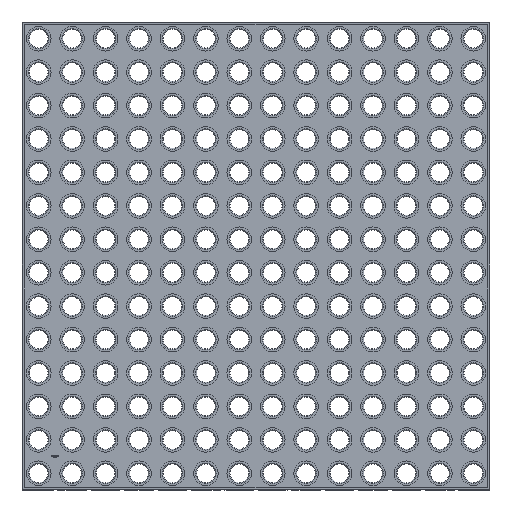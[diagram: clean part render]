
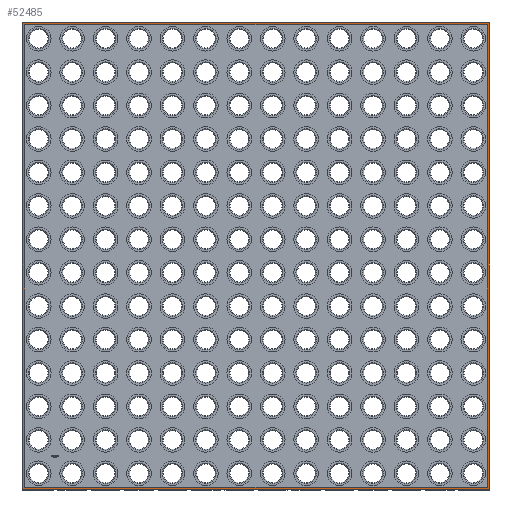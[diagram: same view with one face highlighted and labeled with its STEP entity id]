
A CAD part, top view. The second image highlights one B-rep face of the part: STEP entity #52485.
In plain terms, the highlighted planar face has unit normal (0, 0, 1).
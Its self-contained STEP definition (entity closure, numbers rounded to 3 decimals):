
#100 = PLANE('',#101);
#101 = AXIS2_PLACEMENT_3D('',#102,#103,#104);
#102 = CARTESIAN_POINT('',(-6.25,168.6,2.975));
#103 = DIRECTION('',(0.,0.707,0.707));
#104 = DIRECTION('',(-1.,0.,0.));
#9393 = PLANE('',#9394);
#9394 = AXIS2_PLACEMENT_3D('',#9395,#9396,#9397);
#9395 = CARTESIAN_POINT('',(168.6,168.75,2.975));
#9396 = DIRECTION('',(0.707,0.,0.707)
  );
#9397 = DIRECTION('',(0.,1.,0.));
#10891 = VERTEX_POINT('',#10892);
#10892 = CARTESIAN_POINT('',(-5.95,168.45,3.125));
#10906 = PLANE('',#10907);
#10907 = AXIS2_PLACEMENT_3D('',#10908,#10909,#10910);
#10908 = CARTESIAN_POINT('',(-6.1,-6.25,2.975));
#10909 = DIRECTION('',(-0.707,0.,
    0.707));
#10910 = DIRECTION('',(0.,-1.,0.));
#10920 = VERTEX_POINT('',#10921);
#10921 = CARTESIAN_POINT('',(168.45,168.45,3.125));
#10942 = EDGE_CURVE('',#10891,#10920,#10943,.T.);
#10943 = SURFACE_CURVE('',#10944,(#10948,#10955),.PCURVE_S1.);
#10944 = LINE('',#10945,#10946);
#10945 = CARTESIAN_POINT('',(-6.25,168.45,3.125));
#10946 = VECTOR('',#10947,1.);
#10947 = DIRECTION('',(1.,0.,0.));
#10948 = PCURVE('',#100,#10949);
#10949 = DEFINITIONAL_REPRESENTATION('',(#10950),#10954);
#10950 = LINE('',#10951,#10952);
#10951 = CARTESIAN_POINT('',(0.,0.212));
#10952 = VECTOR('',#10953,1.);
#10953 = DIRECTION('',(-1.,0.));
#10954 = ( GEOMETRIC_REPRESENTATION_CONTEXT(2) 
PARAMETRIC_REPRESENTATION_CONTEXT() REPRESENTATION_CONTEXT('2D SPACE',''
  ) );
#10955 = PCURVE('',#10956,#10961);
#10956 = PLANE('',#10957);
#10957 = AXIS2_PLACEMENT_3D('',#10958,#10959,#10960);
#10958 = CARTESIAN_POINT('',(81.25,81.25,3.125));
#10959 = DIRECTION('',(0.,0.,1.));
#10960 = DIRECTION('',(1.,0.,0.));
#10961 = DEFINITIONAL_REPRESENTATION('',(#10962),#10966);
#10962 = LINE('',#10963,#10964);
#10963 = CARTESIAN_POINT('',(-87.5,87.2));
#10964 = VECTOR('',#10965,1.);
#10965 = DIRECTION('',(1.,0.));
#10966 = ( GEOMETRIC_REPRESENTATION_CONTEXT(2) 
PARAMETRIC_REPRESENTATION_CONTEXT() REPRESENTATION_CONTEXT('2D SPACE',''
  ) );
#51116 = PLANE('',#51117);
#51117 = AXIS2_PLACEMENT_3D('',#51118,#51119,#51120);
#51118 = CARTESIAN_POINT('',(168.75,-6.1,2.975));
#51119 = DIRECTION('',(0.,-0.707,
    0.707));
#51120 = DIRECTION('',(-1.,0.,0.));
#52394 = VERTEX_POINT('',#52395);
#52395 = CARTESIAN_POINT('',(168.45,-5.95,3.125));
#52416 = EDGE_CURVE('',#10920,#52394,#52417,.T.);
#52417 = SURFACE_CURVE('',#52418,(#52422,#52429),.PCURVE_S1.);
#52418 = LINE('',#52419,#52420);
#52419 = CARTESIAN_POINT('',(168.45,168.75,3.125));
#52420 = VECTOR('',#52421,1.);
#52421 = DIRECTION('',(0.,-1.,0.));
#52422 = PCURVE('',#9393,#52423);
#52423 = DEFINITIONAL_REPRESENTATION('',(#52424),#52428);
#52424 = LINE('',#52425,#52426);
#52425 = CARTESIAN_POINT('',(0.,0.212));
#52426 = VECTOR('',#52427,1.);
#52427 = DIRECTION('',(-1.,0.));
#52428 = ( GEOMETRIC_REPRESENTATION_CONTEXT(2) 
PARAMETRIC_REPRESENTATION_CONTEXT() REPRESENTATION_CONTEXT('2D SPACE',''
  ) );
#52429 = PCURVE('',#10956,#52430);
#52430 = DEFINITIONAL_REPRESENTATION('',(#52431),#52435);
#52431 = LINE('',#52432,#52433);
#52432 = CARTESIAN_POINT('',(87.2,87.5));
#52433 = VECTOR('',#52434,1.);
#52434 = DIRECTION('',(0.,-1.));
#52435 = ( GEOMETRIC_REPRESENTATION_CONTEXT(2) 
PARAMETRIC_REPRESENTATION_CONTEXT() REPRESENTATION_CONTEXT('2D SPACE',''
  ) );
#52441 = VERTEX_POINT('',#52442);
#52442 = CARTESIAN_POINT('',(-5.95,-5.95,3.125));
#52465 = EDGE_CURVE('',#52441,#10891,#52466,.T.);
#52466 = SURFACE_CURVE('',#52467,(#52471,#52478),.PCURVE_S1.);
#52467 = LINE('',#52468,#52469);
#52468 = CARTESIAN_POINT('',(-5.95,-6.25,3.125));
#52469 = VECTOR('',#52470,1.);
#52470 = DIRECTION('',(0.,1.,0.));
#52471 = PCURVE('',#10906,#52472);
#52472 = DEFINITIONAL_REPRESENTATION('',(#52473),#52477);
#52473 = LINE('',#52474,#52475);
#52474 = CARTESIAN_POINT('',(0.,0.212));
#52475 = VECTOR('',#52476,1.);
#52476 = DIRECTION('',(-1.,0.));
#52477 = ( GEOMETRIC_REPRESENTATION_CONTEXT(2) 
PARAMETRIC_REPRESENTATION_CONTEXT() REPRESENTATION_CONTEXT('2D SPACE',''
  ) );
#52478 = PCURVE('',#10956,#52479);
#52479 = DEFINITIONAL_REPRESENTATION('',(#52480),#52484);
#52480 = LINE('',#52481,#52482);
#52481 = CARTESIAN_POINT('',(-87.2,-87.5));
#52482 = VECTOR('',#52483,1.);
#52483 = DIRECTION('',(0.,1.));
#52484 = ( GEOMETRIC_REPRESENTATION_CONTEXT(2) 
PARAMETRIC_REPRESENTATION_CONTEXT() REPRESENTATION_CONTEXT('2D SPACE',''
  ) );
#52485 = ADVANCED_FACE('',(#52486,#52512),#10956,.T.);
#52486 = FACE_BOUND('',#52487,.T.);
#52487 = EDGE_LOOP('',(#52488,#52509,#52510,#52511));
#52488 = ORIENTED_EDGE('',*,*,#52489,.F.);
#52489 = EDGE_CURVE('',#52394,#52441,#52490,.T.);
#52490 = SURFACE_CURVE('',#52491,(#52495,#52502),.PCURVE_S1.);
#52491 = LINE('',#52492,#52493);
#52492 = CARTESIAN_POINT('',(168.75,-5.95,3.125));
#52493 = VECTOR('',#52494,1.);
#52494 = DIRECTION('',(-1.,0.,0.));
#52495 = PCURVE('',#10956,#52496);
#52496 = DEFINITIONAL_REPRESENTATION('',(#52497),#52501);
#52497 = LINE('',#52498,#52499);
#52498 = CARTESIAN_POINT('',(87.5,-87.2));
#52499 = VECTOR('',#52500,1.);
#52500 = DIRECTION('',(-1.,0.));
#52501 = ( GEOMETRIC_REPRESENTATION_CONTEXT(2) 
PARAMETRIC_REPRESENTATION_CONTEXT() REPRESENTATION_CONTEXT('2D SPACE',''
  ) );
#52502 = PCURVE('',#51116,#52503);
#52503 = DEFINITIONAL_REPRESENTATION('',(#52504),#52508);
#52504 = LINE('',#52505,#52506);
#52505 = CARTESIAN_POINT('',(0.,-0.212));
#52506 = VECTOR('',#52507,1.);
#52507 = DIRECTION('',(1.,0.));
#52508 = ( GEOMETRIC_REPRESENTATION_CONTEXT(2) 
PARAMETRIC_REPRESENTATION_CONTEXT() REPRESENTATION_CONTEXT('2D SPACE',''
  ) );
#52509 = ORIENTED_EDGE('',*,*,#52416,.F.);
#52510 = ORIENTED_EDGE('',*,*,#10942,.F.);
#52511 = ORIENTED_EDGE('',*,*,#52465,.F.);
#52512 = FACE_BOUND('',#52513,.T.);
#52513 = EDGE_LOOP('',(#52514,#52544,#52572,#52600));
#52514 = ORIENTED_EDGE('',*,*,#52515,.T.);
#52515 = EDGE_CURVE('',#52516,#52518,#52520,.T.);
#52516 = VERTEX_POINT('',#52517);
#52517 = CARTESIAN_POINT('',(-5.15,-5.15,3.125));
#52518 = VERTEX_POINT('',#52519);
#52519 = CARTESIAN_POINT('',(-5.15,167.65,3.125));
#52520 = SURFACE_CURVE('',#52521,(#52525,#52532),.PCURVE_S1.);
#52521 = LINE('',#52522,#52523);
#52522 = CARTESIAN_POINT('',(-5.15,-5.15,3.125));
#52523 = VECTOR('',#52524,1.);
#52524 = DIRECTION('',(0.,1.,0.));
#52525 = PCURVE('',#10956,#52526);
#52526 = DEFINITIONAL_REPRESENTATION('',(#52527),#52531);
#52527 = LINE('',#52528,#52529);
#52528 = CARTESIAN_POINT('',(-86.4,-86.4));
#52529 = VECTOR('',#52530,1.);
#52530 = DIRECTION('',(0.,1.));
#52531 = ( GEOMETRIC_REPRESENTATION_CONTEXT(2) 
PARAMETRIC_REPRESENTATION_CONTEXT() REPRESENTATION_CONTEXT('2D SPACE',''
  ) );
#52532 = PCURVE('',#52533,#52538);
#52533 = PLANE('',#52534);
#52534 = AXIS2_PLACEMENT_3D('',#52535,#52536,#52537);
#52535 = CARTESIAN_POINT('',(-5.15,-5.15,3.125));
#52536 = DIRECTION('',(1.,0.,0.));
#52537 = DIRECTION('',(0.,1.,0.));
#52538 = DEFINITIONAL_REPRESENTATION('',(#52539),#52543);
#52539 = LINE('',#52540,#52541);
#52540 = CARTESIAN_POINT('',(0.,0.));
#52541 = VECTOR('',#52542,1.);
#52542 = DIRECTION('',(1.,0.));
#52543 = ( GEOMETRIC_REPRESENTATION_CONTEXT(2) 
PARAMETRIC_REPRESENTATION_CONTEXT() REPRESENTATION_CONTEXT('2D SPACE',''
  ) );
#52544 = ORIENTED_EDGE('',*,*,#52545,.T.);
#52545 = EDGE_CURVE('',#52518,#52546,#52548,.T.);
#52546 = VERTEX_POINT('',#52547);
#52547 = CARTESIAN_POINT('',(167.65,167.65,3.125));
#52548 = SURFACE_CURVE('',#52549,(#52553,#52560),.PCURVE_S1.);
#52549 = LINE('',#52550,#52551);
#52550 = CARTESIAN_POINT('',(-5.15,167.65,3.125));
#52551 = VECTOR('',#52552,1.);
#52552 = DIRECTION('',(1.,0.,0.));
#52553 = PCURVE('',#10956,#52554);
#52554 = DEFINITIONAL_REPRESENTATION('',(#52555),#52559);
#52555 = LINE('',#52556,#52557);
#52556 = CARTESIAN_POINT('',(-86.4,86.4));
#52557 = VECTOR('',#52558,1.);
#52558 = DIRECTION('',(1.,0.));
#52559 = ( GEOMETRIC_REPRESENTATION_CONTEXT(2) 
PARAMETRIC_REPRESENTATION_CONTEXT() REPRESENTATION_CONTEXT('2D SPACE',''
  ) );
#52560 = PCURVE('',#52561,#52566);
#52561 = PLANE('',#52562);
#52562 = AXIS2_PLACEMENT_3D('',#52563,#52564,#52565);
#52563 = CARTESIAN_POINT('',(-5.15,167.65,3.125));
#52564 = DIRECTION('',(0.,-1.,0.));
#52565 = DIRECTION('',(1.,0.,0.));
#52566 = DEFINITIONAL_REPRESENTATION('',(#52567),#52571);
#52567 = LINE('',#52568,#52569);
#52568 = CARTESIAN_POINT('',(0.,0.));
#52569 = VECTOR('',#52570,1.);
#52570 = DIRECTION('',(1.,0.));
#52571 = ( GEOMETRIC_REPRESENTATION_CONTEXT(2) 
PARAMETRIC_REPRESENTATION_CONTEXT() REPRESENTATION_CONTEXT('2D SPACE',''
  ) );
#52572 = ORIENTED_EDGE('',*,*,#52573,.T.);
#52573 = EDGE_CURVE('',#52546,#52574,#52576,.T.);
#52574 = VERTEX_POINT('',#52575);
#52575 = CARTESIAN_POINT('',(167.65,-5.15,3.125));
#52576 = SURFACE_CURVE('',#52577,(#52581,#52588),.PCURVE_S1.);
#52577 = LINE('',#52578,#52579);
#52578 = CARTESIAN_POINT('',(167.65,167.65,3.125));
#52579 = VECTOR('',#52580,1.);
#52580 = DIRECTION('',(0.,-1.,0.));
#52581 = PCURVE('',#10956,#52582);
#52582 = DEFINITIONAL_REPRESENTATION('',(#52583),#52587);
#52583 = LINE('',#52584,#52585);
#52584 = CARTESIAN_POINT('',(86.4,86.4));
#52585 = VECTOR('',#52586,1.);
#52586 = DIRECTION('',(0.,-1.));
#52587 = ( GEOMETRIC_REPRESENTATION_CONTEXT(2) 
PARAMETRIC_REPRESENTATION_CONTEXT() REPRESENTATION_CONTEXT('2D SPACE',''
  ) );
#52588 = PCURVE('',#52589,#52594);
#52589 = PLANE('',#52590);
#52590 = AXIS2_PLACEMENT_3D('',#52591,#52592,#52593);
#52591 = CARTESIAN_POINT('',(167.65,167.65,3.125));
#52592 = DIRECTION('',(-1.,0.,0.));
#52593 = DIRECTION('',(0.,-1.,0.));
#52594 = DEFINITIONAL_REPRESENTATION('',(#52595),#52599);
#52595 = LINE('',#52596,#52597);
#52596 = CARTESIAN_POINT('',(0.,0.));
#52597 = VECTOR('',#52598,1.);
#52598 = DIRECTION('',(1.,0.));
#52599 = ( GEOMETRIC_REPRESENTATION_CONTEXT(2) 
PARAMETRIC_REPRESENTATION_CONTEXT() REPRESENTATION_CONTEXT('2D SPACE',''
  ) );
#52600 = ORIENTED_EDGE('',*,*,#52601,.T.);
#52601 = EDGE_CURVE('',#52574,#52516,#52602,.T.);
#52602 = SURFACE_CURVE('',#52603,(#52607,#52614),.PCURVE_S1.);
#52603 = LINE('',#52604,#52605);
#52604 = CARTESIAN_POINT('',(167.65,-5.15,3.125));
#52605 = VECTOR('',#52606,1.);
#52606 = DIRECTION('',(-1.,0.,0.));
#52607 = PCURVE('',#10956,#52608);
#52608 = DEFINITIONAL_REPRESENTATION('',(#52609),#52613);
#52609 = LINE('',#52610,#52611);
#52610 = CARTESIAN_POINT('',(86.4,-86.4));
#52611 = VECTOR('',#52612,1.);
#52612 = DIRECTION('',(-1.,0.));
#52613 = ( GEOMETRIC_REPRESENTATION_CONTEXT(2) 
PARAMETRIC_REPRESENTATION_CONTEXT() REPRESENTATION_CONTEXT('2D SPACE',''
  ) );
#52614 = PCURVE('',#52615,#52620);
#52615 = PLANE('',#52616);
#52616 = AXIS2_PLACEMENT_3D('',#52617,#52618,#52619);
#52617 = CARTESIAN_POINT('',(167.65,-5.15,3.125));
#52618 = DIRECTION('',(0.,1.,0.));
#52619 = DIRECTION('',(-1.,0.,0.));
#52620 = DEFINITIONAL_REPRESENTATION('',(#52621),#52625);
#52621 = LINE('',#52622,#52623);
#52622 = CARTESIAN_POINT('',(0.,0.));
#52623 = VECTOR('',#52624,1.);
#52624 = DIRECTION('',(1.,0.));
#52625 = ( GEOMETRIC_REPRESENTATION_CONTEXT(2) 
PARAMETRIC_REPRESENTATION_CONTEXT() REPRESENTATION_CONTEXT('2D SPACE',''
  ) );
